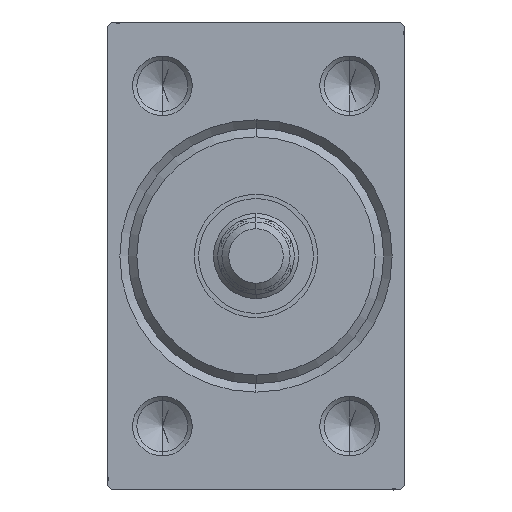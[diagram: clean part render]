
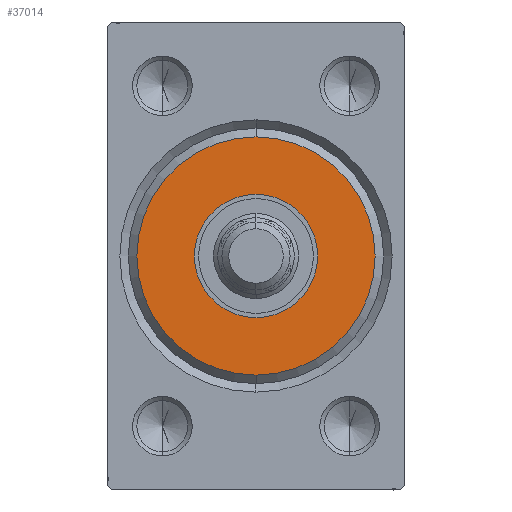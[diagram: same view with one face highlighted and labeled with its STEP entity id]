
A CAD part, left-side view. The second image highlights one B-rep face of the part: STEP entity #37014.
In plain terms, the highlighted face is planar.
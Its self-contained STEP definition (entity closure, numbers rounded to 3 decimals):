
#1178 = DIRECTION ( 'NONE',  ( 1., 0., 0. ) ) ;
#1668 = AXIS2_PLACEMENT_3D ( 'NONE', #19972, #2763, #44974 ) ;
#2330 = FACE_BOUND ( 'NONE', #43274, .T. ) ;
#2763 = DIRECTION ( 'NONE',  ( 1., 0., 0. ) ) ;
#2787 = ORIENTED_EDGE ( 'NONE', *, *, #18732, .F. ) ;
#4209 = CARTESIAN_POINT ( 'NONE',  ( 3., 0., 0. ) ) ;
#5316 = DIRECTION ( 'NONE',  ( 0., 0., -1. ) ) ;
#5536 = FACE_OUTER_BOUND ( 'NONE', #37864, .T. ) ;
#6188 = AXIS2_PLACEMENT_3D ( 'NONE', #4209, #24402, #39307 ) ;
#6189 = VERTEX_POINT ( 'NONE', #17883 ) ;
#8751 = PLANE ( 'NONE',  #40783 ) ;
#10194 = VERTEX_POINT ( 'NONE', #36713 ) ;
#11492 = CARTESIAN_POINT ( 'NONE',  ( 3., 0., 0. ) ) ;
#12479 = ORIENTED_EDGE ( 'NONE', *, *, #32213, .F. ) ;
#15389 = EDGE_CURVE ( 'NONE', #6189, #27712, #44678, .T. ) ;
#15683 = ORIENTED_EDGE ( 'NONE', *, *, #25663, .T. ) ;
#16421 = CARTESIAN_POINT ( 'NONE',  ( 3., 0., 7.25 ) ) ;
#16626 = DIRECTION ( 'NONE',  ( 1., 0., 0. ) ) ;
#17771 = CIRCLE ( 'NONE', #1668, 14. ) ;
#17883 = CARTESIAN_POINT ( 'NONE',  ( 3., 0., 14. ) ) ;
#18732 = EDGE_CURVE ( 'NONE', #10194, #25069, #35994, .T. ) ;
#19316 = DIRECTION ( 'NONE',  ( 1., 0., 0. ) ) ;
#19972 = CARTESIAN_POINT ( 'NONE',  ( 3., 0., 0. ) ) ;
#24402 = DIRECTION ( 'NONE',  ( 1., 0., 0. ) ) ;
#24876 = AXIS2_PLACEMENT_3D ( 'NONE', #27185, #16626, #27408 ) ;
#25069 = VERTEX_POINT ( 'NONE', #16421 ) ;
#25663 = EDGE_CURVE ( 'NONE', #27712, #6189, #17771, .T. ) ;
#27185 = CARTESIAN_POINT ( 'NONE',  ( 3., 0., 0. ) ) ;
#27196 = CARTESIAN_POINT ( 'NONE',  ( 3., 0., -14. ) ) ;
#27408 = DIRECTION ( 'NONE',  ( 0., 0., -1. ) ) ;
#27712 = VERTEX_POINT ( 'NONE', #27196 ) ;
#32213 = EDGE_CURVE ( 'NONE', #25069, #10194, #34052, .T. ) ;
#32840 = DIRECTION ( 'NONE',  ( 0., 0., -1. ) ) ;
#34052 = CIRCLE ( 'NONE', #6188, 7.25 ) ;
#35268 = AXIS2_PLACEMENT_3D ( 'NONE', #11492, #1178, #32840 ) ;
#35994 = CIRCLE ( 'NONE', #35268, 7.25 ) ;
#36026 = ORIENTED_EDGE ( 'NONE', *, *, #15389, .T. ) ;
#36713 = CARTESIAN_POINT ( 'NONE',  ( 3., 0., -7.25 ) ) ;
#36762 = CARTESIAN_POINT ( 'NONE',  ( 3., 0., 0. ) ) ;
#37014 = ADVANCED_FACE ( 'NONE', ( #5536, #2330 ), #8751, .T. ) ;
#37864 = EDGE_LOOP ( 'NONE', ( #36026, #15683 ) ) ;
#39307 = DIRECTION ( 'NONE',  ( 0., 0., -1. ) ) ;
#40783 = AXIS2_PLACEMENT_3D ( 'NONE', #36762, #19316, #5316 ) ;
#43274 = EDGE_LOOP ( 'NONE', ( #2787, #12479 ) ) ;
#44678 = CIRCLE ( 'NONE', #24876, 14. ) ;
#44974 = DIRECTION ( 'NONE',  ( 0., 0., -1. ) ) ;
